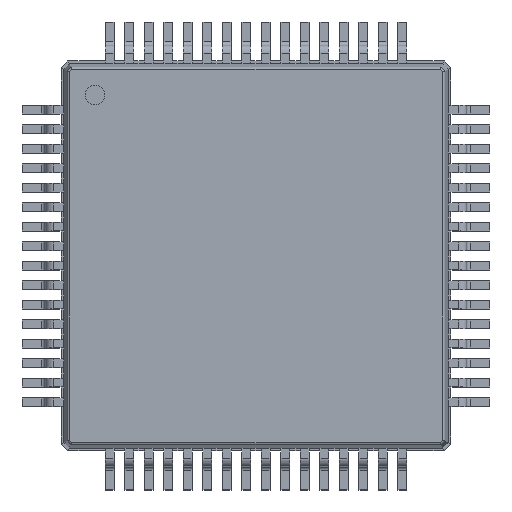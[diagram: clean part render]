
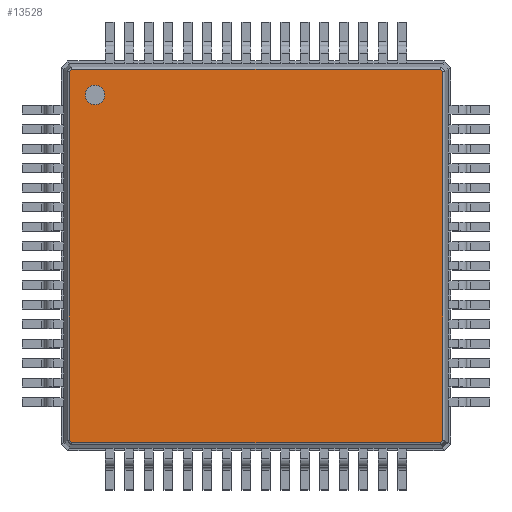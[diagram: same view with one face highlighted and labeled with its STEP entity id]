
A CAD part, top view. The second image highlights one B-rep face of the part: STEP entity #13528.
In plain terms, the highlighted planar face has unit normal (0, 0, 1).
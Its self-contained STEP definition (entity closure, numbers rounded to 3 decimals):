
#6715 = VERTEX_POINT('',#6716);
#6716 = CARTESIAN_POINT('',(4.789,4.724,1.1));
#7009 = EDGE_CURVE('',#6715,#7010,#7012,.T.);
#7010 = VERTEX_POINT('',#7011);
#7011 = CARTESIAN_POINT('',(4.789,-4.724,1.1));
#7012 = B_SPLINE_CURVE_WITH_KNOTS('',2,(#7013,#7014,#7015,#7016,#7017),
.UNSPECIFIED.,.F.,.F.,(3,1,1,3),(-0.505,-0.04,
9.52,9.984),.UNSPECIFIED.);
#7013 = CARTESIAN_POINT('',(4.789,5.244,1.1));
#7014 = CARTESIAN_POINT('',(4.789,5.012,1.1));
#7015 = CARTESIAN_POINT('',(4.789,0.,1.1));
#7016 = CARTESIAN_POINT('',(4.789,-5.012,1.1));
#7017 = CARTESIAN_POINT('',(4.789,-5.244,1.1));
#12885 = EDGE_CURVE('',#7010,#12886,#12888,.T.);
#12886 = VERTEX_POINT('',#12887);
#12887 = CARTESIAN_POINT('',(4.724,-4.789,1.1));
#12888 = B_SPLINE_CURVE_WITH_KNOTS('',2,(#12889,#12890,#12891,#12892,
#12893),.UNSPECIFIED.,.F.,.F.,(3,1,1,3),(-0.218,
-0.04,0.167,0.345),.UNSPECIFIED.);
#12889 = CARTESIAN_POINT('',(4.955,-4.557,1.1));
#12890 = CARTESIAN_POINT('',(4.892,-4.62,1.1));
#12891 = CARTESIAN_POINT('',(4.756,-4.756,1.1));
#12892 = CARTESIAN_POINT('',(4.62,-4.892,1.1));
#12893 = CARTESIAN_POINT('',(4.557,-4.955,1.1));
#13206 = VERTEX_POINT('',#13207);
#13207 = CARTESIAN_POINT('',(4.724,4.789,1.1));
#13503 = EDGE_CURVE('',#13206,#6715,#13504,.T.);
#13504 = B_SPLINE_CURVE_WITH_KNOTS('',2,(#13505,#13506,#13507,#13508,
#13509),.UNSPECIFIED.,.F.,.F.,(3,1,1,3),(-0.218,
-0.04,0.167,0.345),.UNSPECIFIED.);
#13505 = CARTESIAN_POINT('',(4.557,4.955,1.1));
#13506 = CARTESIAN_POINT('',(4.62,4.892,1.1));
#13507 = CARTESIAN_POINT('',(4.756,4.756,1.1));
#13508 = CARTESIAN_POINT('',(4.892,4.62,1.1));
#13509 = CARTESIAN_POINT('',(4.955,4.557,1.1));
#13528 = ADVANCED_FACE('',(#13529,#13582),#13593,.T.);
#13529 = FACE_BOUND('',#13530,.T.);
#13530 = EDGE_LOOP('',(#13531,#13532,#13533,#13543,#13553,#13563,#13573,
#13581));
#13531 = ORIENTED_EDGE('',*,*,#7009,.F.);
#13532 = ORIENTED_EDGE('',*,*,#13503,.F.);
#13533 = ORIENTED_EDGE('',*,*,#13534,.F.);
#13534 = EDGE_CURVE('',#13535,#13206,#13537,.T.);
#13535 = VERTEX_POINT('',#13536);
#13536 = CARTESIAN_POINT('',(-4.724,4.789,1.1));
#13537 = B_SPLINE_CURVE_WITH_KNOTS('',2,(#13538,#13539,#13540,#13541,
#13542),.UNSPECIFIED.,.F.,.F.,(3,1,1,3),(-0.505,
-0.04,9.52,9.984),.UNSPECIFIED.);
#13538 = CARTESIAN_POINT('',(-5.244,4.789,1.1));
#13539 = CARTESIAN_POINT('',(-5.012,4.789,1.1));
#13540 = CARTESIAN_POINT('',(0.,4.789,1.1));
#13541 = CARTESIAN_POINT('',(5.012,4.789,1.1));
#13542 = CARTESIAN_POINT('',(5.244,4.789,1.1));
#13543 = ORIENTED_EDGE('',*,*,#13544,.F.);
#13544 = EDGE_CURVE('',#13545,#13535,#13547,.T.);
#13545 = VERTEX_POINT('',#13546);
#13546 = CARTESIAN_POINT('',(-4.789,4.724,1.1));
#13547 = B_SPLINE_CURVE_WITH_KNOTS('',2,(#13548,#13549,#13550,#13551,
#13552),.UNSPECIFIED.,.F.,.F.,(3,1,1,3),(-0.218,
-0.04,0.167,0.345),.UNSPECIFIED.);
#13548 = CARTESIAN_POINT('',(-4.955,4.557,1.1));
#13549 = CARTESIAN_POINT('',(-4.892,4.62,1.1));
#13550 = CARTESIAN_POINT('',(-4.756,4.756,1.1));
#13551 = CARTESIAN_POINT('',(-4.62,4.892,1.1));
#13552 = CARTESIAN_POINT('',(-4.557,4.955,1.1));
#13553 = ORIENTED_EDGE('',*,*,#13554,.F.);
#13554 = EDGE_CURVE('',#13555,#13545,#13557,.T.);
#13555 = VERTEX_POINT('',#13556);
#13556 = CARTESIAN_POINT('',(-4.789,-4.724,1.1));
#13557 = B_SPLINE_CURVE_WITH_KNOTS('',2,(#13558,#13559,#13560,#13561,
#13562),.UNSPECIFIED.,.F.,.F.,(3,1,1,3),(-0.505,
-0.04,9.52,9.984),.UNSPECIFIED.);
#13558 = CARTESIAN_POINT('',(-4.789,-5.244,1.1));
#13559 = CARTESIAN_POINT('',(-4.789,-5.012,1.1));
#13560 = CARTESIAN_POINT('',(-4.789,0.,1.1));
#13561 = CARTESIAN_POINT('',(-4.789,5.012,1.1));
#13562 = CARTESIAN_POINT('',(-4.789,5.244,1.1));
#13563 = ORIENTED_EDGE('',*,*,#13564,.F.);
#13564 = EDGE_CURVE('',#13565,#13555,#13567,.T.);
#13565 = VERTEX_POINT('',#13566);
#13566 = CARTESIAN_POINT('',(-4.724,-4.789,1.1));
#13567 = B_SPLINE_CURVE_WITH_KNOTS('',2,(#13568,#13569,#13570,#13571,
#13572),.UNSPECIFIED.,.F.,.F.,(3,1,1,3),(-0.218,
-0.04,0.167,0.345),.UNSPECIFIED.);
#13568 = CARTESIAN_POINT('',(-4.557,-4.955,1.1));
#13569 = CARTESIAN_POINT('',(-4.62,-4.892,1.1));
#13570 = CARTESIAN_POINT('',(-4.756,-4.756,1.1));
#13571 = CARTESIAN_POINT('',(-4.892,-4.62,1.1));
#13572 = CARTESIAN_POINT('',(-4.955,-4.557,1.1));
#13573 = ORIENTED_EDGE('',*,*,#13574,.F.);
#13574 = EDGE_CURVE('',#12886,#13565,#13575,.T.);
#13575 = B_SPLINE_CURVE_WITH_KNOTS('',2,(#13576,#13577,#13578,#13579,
#13580),.UNSPECIFIED.,.F.,.F.,(3,1,1,3),(-0.505,
-0.04,9.52,9.984),.UNSPECIFIED.);
#13576 = CARTESIAN_POINT('',(5.244,-4.789,1.1));
#13577 = CARTESIAN_POINT('',(5.012,-4.789,1.1));
#13578 = CARTESIAN_POINT('',(0.,-4.789,1.1));
#13579 = CARTESIAN_POINT('',(-5.012,-4.789,1.1));
#13580 = CARTESIAN_POINT('',(-5.244,-4.789,1.1));
#13581 = ORIENTED_EDGE('',*,*,#12885,.F.);
#13582 = FACE_BOUND('',#13583,.T.);
#13583 = EDGE_LOOP('',(#13584));
#13584 = ORIENTED_EDGE('',*,*,#13585,.F.);
#13585 = EDGE_CURVE('',#13586,#13586,#13588,.T.);
#13586 = VERTEX_POINT('',#13587);
#13587 = CARTESIAN_POINT('',(-4.129,3.879,1.1));
#13588 = CIRCLE('',#13589,0.25);
#13589 = AXIS2_PLACEMENT_3D('',#13590,#13591,#13592);
#13590 = CARTESIAN_POINT('',(-4.129,4.129,1.1));
#13591 = DIRECTION('',(0.,0.,1.));
#13592 = DIRECTION('',(0.,-1.,0.));
#13593 = PLANE('',#13594);
#13594 = AXIS2_PLACEMENT_3D('',#13595,#13596,#13597);
#13595 = CARTESIAN_POINT('',(-4.74,4.829,1.1));
#13596 = DIRECTION('',(0.,0.,1.));
#13597 = DIRECTION('',(0.7,-0.714,0.));
